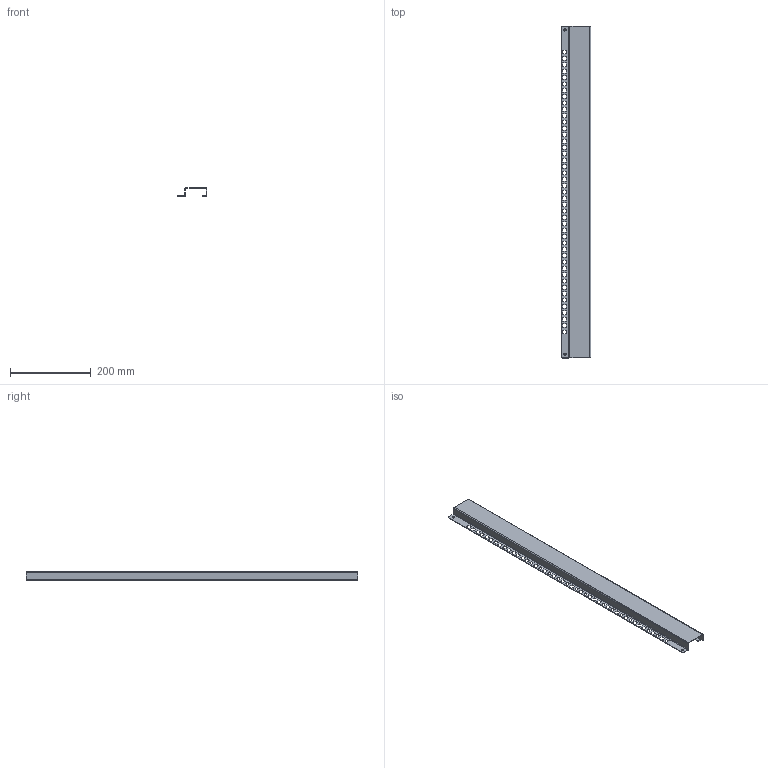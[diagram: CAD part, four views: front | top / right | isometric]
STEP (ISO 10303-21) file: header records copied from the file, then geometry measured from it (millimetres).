
FILE_DESCRIPTION(/* description */ (''),/* implementation_level */ '2;1');
FILE_NAME(/* name */ 'Sheet Metal Front Rack.ipt.step',/* time_stamp */ '2022-11-29T08:43:39+01:00',/* author */ ('diederichbenedict'),/* organization */ (''),/* preprocessor_version */ 'ST-DEVELOPER v18.1',/* originating_system */ 'Autodesk Inventor 2022',/* authorisation */ '');
FILE_SCHEMA (('AUTOMOTIVE_DESIGN { 1 0 10303 214 3 1 1 }'));
Length unit declared in the file: millimetre
Products named in the file (1): Sheet Metal Front Rack
Bounding box: 72.8 x 824.8 x 21.2 mm (x, y, z)
Volume: 112326.5 mm3; surface area: 191522.6 mm2
Topology: 1 solids, 1 shells, 227 faces, 645 edges, 420 vertices
Faces by surface type: plane 211, cylinder 16
Full cylindrical faces by diameter (mm): 6 x2
Entity records: 7449 total; most frequent: CARTESIAN_POINT 1293, ORIENTED_EDGE 1290, DIRECTION 1133, EDGE_CURVE 645, LINE 613, VECTOR 613, VERTEX_POINT 420, EDGE_LOOP 321
